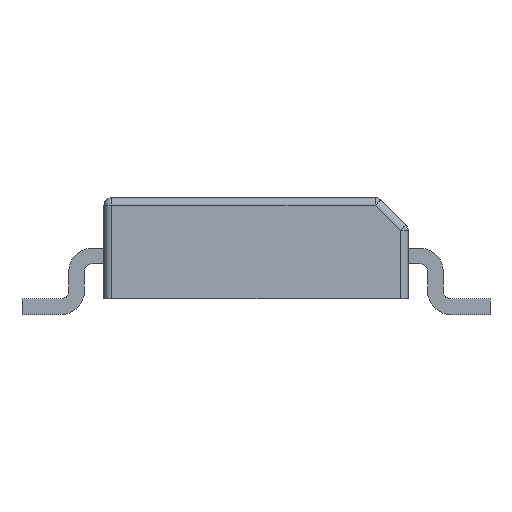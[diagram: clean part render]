
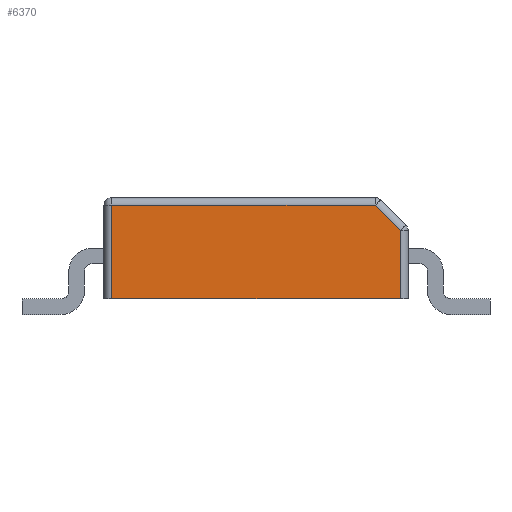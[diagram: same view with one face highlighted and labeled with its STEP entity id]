
A CAD part, left-side view. The second image highlights one B-rep face of the part: STEP entity #6370.
In plain terms, the highlighted planar face has unit normal (-1, 0, 0).
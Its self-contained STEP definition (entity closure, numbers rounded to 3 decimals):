
#379 = VECTOR ( 'NONE', #15159, 1000. ) ;
#1062 = VECTOR ( 'NONE', #9887, 1000. ) ;
#1122 = EDGE_LOOP ( 'NONE', ( #8781, #12304, #7268, #1269, #10836 ) ) ;
#1269 = ORIENTED_EDGE ( 'NONE', *, *, #18176, .T. ) ;
#1791 = VERTEX_POINT ( 'NONE', #13921 ) ;
#1839 = PLANE ( 'NONE',  #9376 ) ;
#2134 = EDGE_CURVE ( 'NONE', #3358, #8143, #19113, .T. ) ;
#2341 = CARTESIAN_POINT ( 'NONE',  ( -4.45, -1.528, 0.55 ) ) ;
#2978 = CARTESIAN_POINT ( 'NONE',  ( -4.45, 1.95, -0.65 ) ) ;
#3184 = DIRECTION ( 'NONE',  ( 0., -1., 0. ) ) ;
#3358 = VERTEX_POINT ( 'NONE', #7126 ) ;
#4750 = CARTESIAN_POINT ( 'NONE',  ( -4.45, -1.85, 0.228 ) ) ;
#4814 = CARTESIAN_POINT ( 'NONE',  ( -4.45, 1.95, 0.55 ) ) ;
#5071 = FACE_OUTER_BOUND ( 'NONE', #1122, .T. ) ;
#5444 = LINE ( 'NONE', #10453, #6094 ) ;
#5813 = CARTESIAN_POINT ( 'NONE',  ( -4.45, 0.261, 2.339 ) ) ;
#6023 = CARTESIAN_POINT ( 'NONE',  ( -4.45, -1.85, -0.65 ) ) ;
#6088 = EDGE_CURVE ( 'NONE', #8143, #14598, #9999, .T. ) ;
#6094 = VECTOR ( 'NONE', #18186, 1000. ) ;
#6370 = ADVANCED_FACE ( 'NONE', ( #5071 ), #1839, .F. ) ;
#6872 = CARTESIAN_POINT ( 'NONE',  ( -4.45, -1.85, 0.65 ) ) ;
#7126 = CARTESIAN_POINT ( 'NONE',  ( -4.45, 1.85, -0.65 ) ) ;
#7268 = ORIENTED_EDGE ( 'NONE', *, *, #8110, .T. ) ;
#8110 = EDGE_CURVE ( 'NONE', #14598, #17337, #20299, .T. ) ;
#8143 = VERTEX_POINT ( 'NONE', #6023 ) ;
#8192 = CARTESIAN_POINT ( 'NONE',  ( -4.45, 1.95, 0.65 ) ) ;
#8410 = DIRECTION ( 'NONE',  ( 1., 0., 0. ) ) ;
#8781 = ORIENTED_EDGE ( 'NONE', *, *, #2134, .T. ) ;
#9376 = AXIS2_PLACEMENT_3D ( 'NONE', #8192, #8410, #19535 ) ;
#9887 = DIRECTION ( 'NONE',  ( 0., 0., 1. ) ) ;
#9999 = LINE ( 'NONE', #6872, #1062 ) ;
#10453 = CARTESIAN_POINT ( 'NONE',  ( -4.45, 1.85, 0.65 ) ) ;
#10637 = VECTOR ( 'NONE', #3184, 1000. ) ;
#10836 = ORIENTED_EDGE ( 'NONE', *, *, #19239, .T. ) ;
#12304 = ORIENTED_EDGE ( 'NONE', *, *, #6088, .T. ) ;
#13921 = CARTESIAN_POINT ( 'NONE',  ( -4.45, 1.85, 0.55 ) ) ;
#14598 = VERTEX_POINT ( 'NONE', #4750 ) ;
#14708 = DIRECTION ( 'NONE',  ( 0., 1., 0. ) ) ;
#15159 = DIRECTION ( 'NONE',  ( 0., 0.707, 0.707 ) ) ;
#17337 = VERTEX_POINT ( 'NONE', #2341 ) ;
#17972 = VECTOR ( 'NONE', #14708, 1000. ) ;
#18176 = EDGE_CURVE ( 'NONE', #17337, #1791, #19409, .T. ) ;
#18186 = DIRECTION ( 'NONE',  ( 0., 0., -1. ) ) ;
#19113 = LINE ( 'NONE', #2978, #10637 ) ;
#19239 = EDGE_CURVE ( 'NONE', #1791, #3358, #5444, .T. ) ;
#19409 = LINE ( 'NONE', #4814, #17972 ) ;
#19535 = DIRECTION ( 'NONE',  ( 0., 0., -1. ) ) ;
#20299 = LINE ( 'NONE', #5813, #379 ) ;
